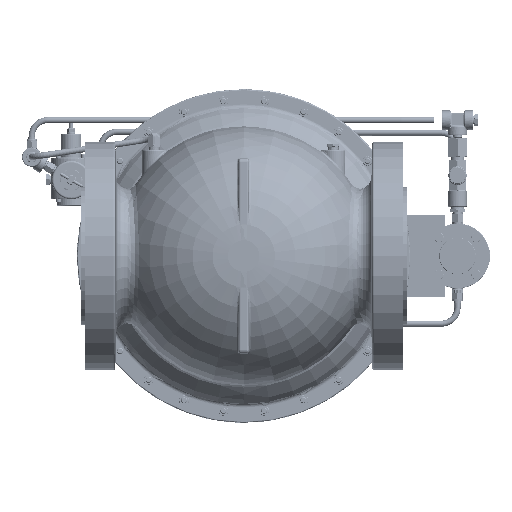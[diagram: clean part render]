
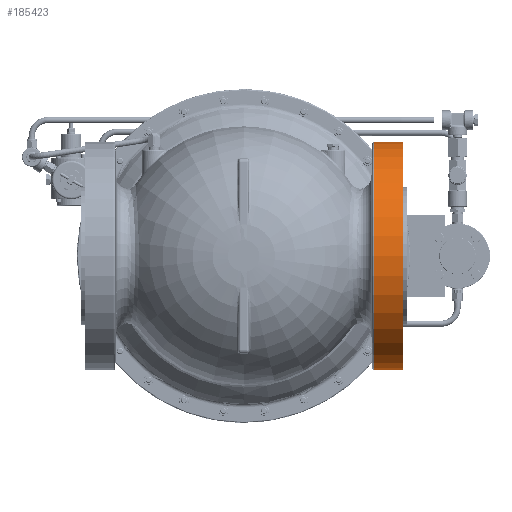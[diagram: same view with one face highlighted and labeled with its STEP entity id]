
A CAD part, front view. The second image highlights one B-rep face of the part: STEP entity #185423.
In plain terms, the highlighted cylindrical face has radius 177.8 mm (diameter 355.6 mm), a partial arc.
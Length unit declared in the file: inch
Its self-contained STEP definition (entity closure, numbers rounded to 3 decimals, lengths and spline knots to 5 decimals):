
#15222 = CARTESIAN_POINT ( 'NONE',  ( -1.3957, -11.278, 7. ) ) ;
#17657 = VERTEX_POINT ( 'NONE', #141641 ) ;
#27747 = CIRCLE ( 'NONE', #227106, 7. ) ;
#29543 = LINE ( 'NONE', #154229, #289191 ) ;
#31244 = CYLINDRICAL_SURFACE ( 'NONE', #135277, 7. ) ;
#36176 = DIRECTION ( 'NONE',  ( 1., 0., 0. ) ) ;
#41915 = EDGE_LOOP ( 'NONE', ( #268508, #278791, #156965, #380867 ) ) ;
#49097 = VERTEX_POINT ( 'NONE', #138392 ) ;
#66331 = CARTESIAN_POINT ( 'NONE',  ( -1.3957, -11.278, 0. ) ) ;
#108720 = LINE ( 'NONE', #15222, #243730 ) ;
#117748 = VERTEX_POINT ( 'NONE', #180286 ) ;
#121157 = DIRECTION ( 'NONE',  ( -1., 0., 0. ) ) ;
#135277 = AXIS2_PLACEMENT_3D ( 'NONE', #66331, #329420, #208776 ) ;
#138392 = CARTESIAN_POINT ( 'NONE',  ( 8.01274, -11.278, -7. ) ) ;
#141554 = DIRECTION ( 'NONE',  ( 0., 0., -1. ) ) ;
#141641 = CARTESIAN_POINT ( 'NONE',  ( 9.78125, -11.278, -7. ) ) ;
#145396 = DIRECTION ( 'NONE',  ( -1., 0., 0. ) ) ;
#149262 = AXIS2_PLACEMENT_3D ( 'NONE', #353930, #145396, #141554 ) ;
#154229 = CARTESIAN_POINT ( 'NONE',  ( -1.3957, -11.278, -7. ) ) ;
#156965 = ORIENTED_EDGE ( 'NONE', *, *, #375839, .T. ) ;
#180286 = CARTESIAN_POINT ( 'NONE',  ( 8.01274, -11.278, 7. ) ) ;
#185423 = ADVANCED_FACE ( 'NONE', ( #362528 ), #31244, .T. ) ;
#207917 = DIRECTION ( 'NONE',  ( 0., 0., -1. ) ) ;
#208776 = DIRECTION ( 'NONE',  ( 0., 0., -1. ) ) ;
#227106 = AXIS2_PLACEMENT_3D ( 'NONE', #297409, #36176, #207917 ) ;
#243730 = VECTOR ( 'NONE', #371903, 39.37008 ) ;
#260020 = VERTEX_POINT ( 'NONE', #280976 ) ;
#268508 = ORIENTED_EDGE ( 'NONE', *, *, #268972, .T. ) ;
#268972 = EDGE_CURVE ( 'NONE', #17657, #260020, #305101, .T. ) ;
#270458 = EDGE_CURVE ( 'NONE', #260020, #117748, #108720, .T. ) ;
#278791 = ORIENTED_EDGE ( 'NONE', *, *, #270458, .T. ) ;
#280976 = CARTESIAN_POINT ( 'NONE',  ( 9.78125, -11.278, 7. ) ) ;
#289191 = VECTOR ( 'NONE', #121157, 39.37008 ) ;
#297409 = CARTESIAN_POINT ( 'NONE',  ( 8.01274, -11.278, 0. ) ) ;
#305101 = CIRCLE ( 'NONE', #149262, 7. ) ;
#314052 = EDGE_CURVE ( 'NONE', #17657, #49097, #29543, .T. ) ;
#329420 = DIRECTION ( 'NONE',  ( -1., 0., 0. ) ) ;
#353930 = CARTESIAN_POINT ( 'NONE',  ( 9.78125, -11.278, 0. ) ) ;
#362528 = FACE_OUTER_BOUND ( 'NONE', #41915, .T. ) ;
#371903 = DIRECTION ( 'NONE',  ( -1., 0., 0. ) ) ;
#375839 = EDGE_CURVE ( 'NONE', #117748, #49097, #27747, .T. ) ;
#380867 = ORIENTED_EDGE ( 'NONE', *, *, #314052, .F. ) ;
